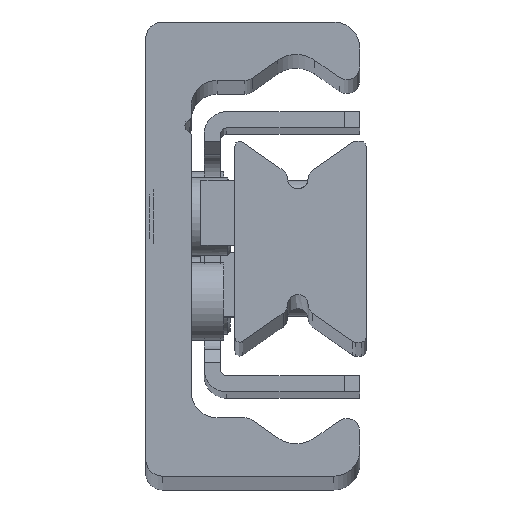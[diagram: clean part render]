
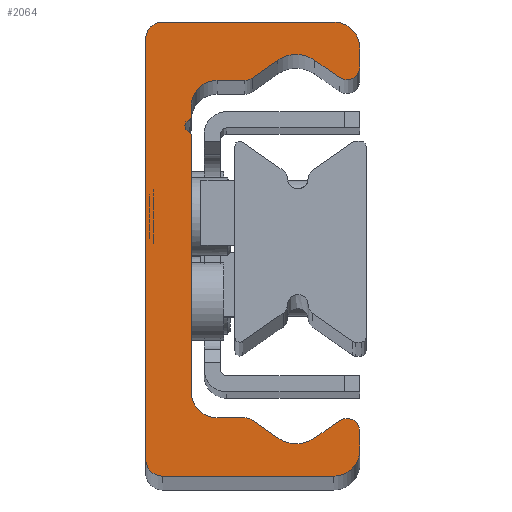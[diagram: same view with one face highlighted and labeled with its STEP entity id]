
A CAD part, top view. The second image highlights one B-rep face of the part: STEP entity #2064.
In plain terms, the highlighted planar face has unit normal (0, 0, 1).
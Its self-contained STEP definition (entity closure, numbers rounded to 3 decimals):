
#1028=CARTESIAN_POINT('',(1.299,0.,610.0));
#1029=VERTEX_POINT('',#1028);
#1030=CARTESIAN_POINT('',(-0.001,1.3,610.0));
#1031=VERTEX_POINT('',#1030);
#1032=CARTESIAN_POINT('',(1.299,1.3,610.0));
#1033=DIRECTION('',(0.0,0.0,-1.0));
#1034=DIRECTION('',(-1.0,0.0,0.0));
#1035=AXIS2_PLACEMENT_3D('',#1032,#1033,#1034);
#1036=CIRCLE('',#1035,1.3);
#1037=EDGE_CURVE('',#1029,#1031,#1036,.T.);
#1070=CARTESIAN_POINT('',(-0.001,33.7,610.0));
#1071=VERTEX_POINT('',#1070);
#1072=CARTESIAN_POINT('',(-0.001,1.3,610.0));
#1073=DIRECTION('',(0.0,1.0,0.0));
#1074=VECTOR('',#1073,32.4);
#1075=LINE('',#1072,#1074);
#1076=EDGE_CURVE('',#1031,#1071,#1075,.T.);
#1137=CARTESIAN_POINT('',(1.299,35.0,610.0));
#1138=VERTEX_POINT('',#1137);
#1139=CARTESIAN_POINT('',(1.299,33.7,610.0));
#1140=DIRECTION('',(0.0,0.0,-1.0));
#1141=DIRECTION('',(0.0,1.0,0.0));
#1142=AXIS2_PLACEMENT_3D('',#1139,#1140,#1141);
#1143=CIRCLE('',#1142,1.3);
#1144=EDGE_CURVE('',#1071,#1138,#1143,.T.);
#1170=CARTESIAN_POINT('',(14.499,35.0,610.0));
#1171=VERTEX_POINT('',#1170);
#1172=CARTESIAN_POINT('',(1.299,35.0,610.0));
#1173=DIRECTION('',(1.0,0.0,0.0));
#1174=VECTOR('',#1173,13.2);
#1175=LINE('',#1172,#1174);
#1176=EDGE_CURVE('',#1138,#1171,#1175,.T.);
#1201=CARTESIAN_POINT('',(16.499,33.0,610.0));
#1202=VERTEX_POINT('',#1201);
#1203=CARTESIAN_POINT('',(14.499,33.0,610.0));
#1204=DIRECTION('',(0.0,0.0,-1.0));
#1205=DIRECTION('',(1.0,0.0,0.0));
#1206=AXIS2_PLACEMENT_3D('',#1203,#1204,#1205);
#1207=CIRCLE('',#1206,2.0);
#1208=EDGE_CURVE('',#1171,#1202,#1207,.T.);
#1234=CARTESIAN_POINT('',(16.499,31.542,610.0));
#1235=VERTEX_POINT('',#1234);
#1236=CARTESIAN_POINT('',(16.499,33.0,610.0));
#1237=DIRECTION('',(0.0,-1.0,0.0));
#1238=VECTOR('',#1237,1.458);
#1239=LINE('',#1236,#1238);
#1240=EDGE_CURVE('',#1202,#1235,#1239,.T.);
#1265=CARTESIAN_POINT('',(14.926,30.723,610.0));
#1266=VERTEX_POINT('',#1265);
#1267=CARTESIAN_POINT('',(15.499,31.542,610.0));
#1268=DIRECTION('',(0.0,0.0,-1.0));
#1269=DIRECTION('',(-0.574,-0.819,0.0));
#1270=AXIS2_PLACEMENT_3D('',#1267,#1268,#1269);
#1271=CIRCLE('',#1270,1.);
#1272=EDGE_CURVE('',#1235,#1266,#1271,.T.);
#1298=CARTESIAN_POINT('',(13.033,32.048,610.0));
#1299=VERTEX_POINT('',#1298);
#1300=CARTESIAN_POINT('',(14.926,30.723,610.0));
#1301=DIRECTION('',(-0.819,0.574,0.0));
#1302=VECTOR('',#1301,2.31);
#1303=LINE('',#1300,#1302);
#1304=EDGE_CURVE('',#1266,#1299,#1303,.T.);
#1329=CARTESIAN_POINT('',(10.165,32.048,610.0));
#1330=VERTEX_POINT('',#1329);
#1331=CARTESIAN_POINT('',(11.599,30.0,610.0));
#1332=DIRECTION('',(0.0,0.0,1.));
#1333=DIRECTION('',(-0.574,-0.819,0.0));
#1334=AXIS2_PLACEMENT_3D('',#1331,#1332,#1333);
#1335=CIRCLE('',#1334,2.5);
#1336=EDGE_CURVE('',#1299,#1330,#1335,.T.);
#1362=CARTESIAN_POINT('',(8.213,30.681,610.0));
#1363=VERTEX_POINT('',#1362);
#1364=CARTESIAN_POINT('',(10.165,32.048,610.0));
#1365=DIRECTION('',(-0.819,-0.574,0.0));
#1366=VECTOR('',#1365,2.383);
#1367=LINE('',#1364,#1366);
#1368=EDGE_CURVE('',#1330,#1363,#1367,.T.);
#1393=CARTESIAN_POINT('',(7.64,30.5,610.0));
#1394=VERTEX_POINT('',#1393);
#1395=CARTESIAN_POINT('',(7.64,31.5,610.0));
#1396=DIRECTION('',(0.0,0.0,-1.0));
#1397=DIRECTION('',(0.0,-1.0,0.0));
#1398=AXIS2_PLACEMENT_3D('',#1395,#1396,#1397);
#1399=CIRCLE('',#1398,1.);
#1400=EDGE_CURVE('',#1363,#1394,#1399,.T.);
#1426=CARTESIAN_POINT('',(5.499,30.5,610.0));
#1427=VERTEX_POINT('',#1426);
#1428=CARTESIAN_POINT('',(7.64,30.5,610.0));
#1429=DIRECTION('',(-1.0,0.0,0.0));
#1430=VECTOR('',#1429,2.14);
#1431=LINE('',#1428,#1430);
#1432=EDGE_CURVE('',#1394,#1427,#1431,.T.);
#1457=CARTESIAN_POINT('',(3.499,28.5,610.0));
#1458=VERTEX_POINT('',#1457);
#1459=CARTESIAN_POINT('',(5.499,28.5,610.0));
#1460=DIRECTION('',(0.0,0.0,1.0));
#1461=DIRECTION('',(0.0,-1.0,0.0));
#1462=AXIS2_PLACEMENT_3D('',#1459,#1460,#1461);
#1463=CIRCLE('',#1462,2.0);
#1464=EDGE_CURVE('',#1427,#1458,#1463,.T.);
#1490=CARTESIAN_POINT('',(3.499,27.671,610.0));
#1491=VERTEX_POINT('',#1490);
#1492=CARTESIAN_POINT('',(3.499,28.5,610.0));
#1493=DIRECTION('',(0.0,-1.0,0.0));
#1494=VECTOR('',#1493,0.829);
#1495=LINE('',#1492,#1494);
#1496=EDGE_CURVE('',#1458,#1491,#1495,.T.);
#1521=CARTESIAN_POINT('',(3.357,27.479,610.0));
#1522=VERTEX_POINT('',#1521);
#1523=CARTESIAN_POINT('',(3.299,27.671,610.0));
#1524=DIRECTION('',(0.0,0.0,-1.0));
#1525=DIRECTION('',(0.286,-0.958,0.0));
#1526=AXIS2_PLACEMENT_3D('',#1523,#1524,#1525);
#1527=CIRCLE('',#1526,0.2);
#1528=EDGE_CURVE('',#1491,#1522,#1527,.T.);
#1554=CARTESIAN_POINT('',(3.357,26.521,610.0));
#1555=VERTEX_POINT('',#1554);
#1556=CARTESIAN_POINT('',(3.499,27.0,610.0));
#1557=DIRECTION('',(0.0,0.0,1.));
#1558=DIRECTION('',(0.286,-0.958,0.0));
#1559=AXIS2_PLACEMENT_3D('',#1556,#1557,#1558);
#1560=CIRCLE('',#1559,0.5);
#1561=EDGE_CURVE('',#1522,#1555,#1560,.T.);
#1587=CARTESIAN_POINT('',(3.499,26.329,610.0));
#1588=VERTEX_POINT('',#1587);
#1589=CARTESIAN_POINT('',(3.299,26.329,610.0));
#1590=DIRECTION('',(0.0,0.0,-1.0));
#1591=DIRECTION('',(1.0,0.0,0.0));
#1592=AXIS2_PLACEMENT_3D('',#1589,#1590,#1591);
#1593=CIRCLE('',#1592,0.2);
#1594=EDGE_CURVE('',#1555,#1588,#1593,.T.);
#1620=CARTESIAN_POINT('',(3.499,6.5,610.0));
#1621=VERTEX_POINT('',#1620);
#1622=CARTESIAN_POINT('',(3.499,26.329,610.0));
#1623=DIRECTION('',(0.0,-1.0,0.0));
#1624=VECTOR('',#1623,19.829);
#1625=LINE('',#1622,#1624);
#1626=EDGE_CURVE('',#1588,#1621,#1625,.T.);
#1687=CARTESIAN_POINT('',(5.499,4.5,610.0));
#1688=VERTEX_POINT('',#1687);
#1689=CARTESIAN_POINT('',(5.499,6.5,610.0));
#1690=DIRECTION('',(0.0,0.0,1.0));
#1691=DIRECTION('',(1.0,0.0,0.0));
#1692=AXIS2_PLACEMENT_3D('',#1689,#1690,#1691);
#1693=CIRCLE('',#1692,2.0);
#1694=EDGE_CURVE('',#1621,#1688,#1693,.T.);
#1720=CARTESIAN_POINT('',(7.64,4.5,610.0));
#1721=VERTEX_POINT('',#1720);
#1722=CARTESIAN_POINT('',(5.499,4.5,610.0));
#1723=DIRECTION('',(1.0,0.0,0.0));
#1724=VECTOR('',#1723,2.14);
#1725=LINE('',#1722,#1724);
#1726=EDGE_CURVE('',#1688,#1721,#1725,.T.);
#1751=CARTESIAN_POINT('',(8.213,4.319,610.0));
#1752=VERTEX_POINT('',#1751);
#1753=CARTESIAN_POINT('',(7.64,3.5,610.0));
#1754=DIRECTION('',(0.0,0.0,-1.0));
#1755=DIRECTION('',(0.574,0.819,0.0));
#1756=AXIS2_PLACEMENT_3D('',#1753,#1754,#1755);
#1757=CIRCLE('',#1756,1.);
#1758=EDGE_CURVE('',#1721,#1752,#1757,.T.);
#1784=CARTESIAN_POINT('',(10.165,2.952,610.0));
#1785=VERTEX_POINT('',#1784);
#1786=CARTESIAN_POINT('',(8.213,4.319,610.0));
#1787=DIRECTION('',(0.819,-0.574,0.0));
#1788=VECTOR('',#1787,2.383);
#1789=LINE('',#1786,#1788);
#1790=EDGE_CURVE('',#1752,#1785,#1789,.T.);
#1815=CARTESIAN_POINT('',(13.033,2.952,610.0));
#1816=VERTEX_POINT('',#1815);
#1817=CARTESIAN_POINT('',(11.599,5.,610.0));
#1818=DIRECTION('',(0.0,0.0,1.));
#1819=DIRECTION('',(0.574,0.819,0.0));
#1820=AXIS2_PLACEMENT_3D('',#1817,#1818,#1819);
#1821=CIRCLE('',#1820,2.5);
#1822=EDGE_CURVE('',#1785,#1816,#1821,.T.);
#1848=CARTESIAN_POINT('',(14.926,4.277,610.0));
#1849=VERTEX_POINT('',#1848);
#1850=CARTESIAN_POINT('',(13.033,2.952,610.0));
#1851=DIRECTION('',(0.819,0.574,0.0));
#1852=VECTOR('',#1851,2.31);
#1853=LINE('',#1850,#1852);
#1854=EDGE_CURVE('',#1816,#1849,#1853,.T.);
#1879=CARTESIAN_POINT('',(16.499,3.458,610.0));
#1880=VERTEX_POINT('',#1879);
#1881=CARTESIAN_POINT('',(15.499,3.458,610.0));
#1882=DIRECTION('',(0.0,0.0,-1.0));
#1883=DIRECTION('',(1.0,0.0,0.0));
#1884=AXIS2_PLACEMENT_3D('',#1881,#1882,#1883);
#1885=CIRCLE('',#1884,1.);
#1886=EDGE_CURVE('',#1849,#1880,#1885,.T.);
#1912=CARTESIAN_POINT('',(16.499,2.,610.0));
#1913=VERTEX_POINT('',#1912);
#1914=CARTESIAN_POINT('',(16.499,3.458,610.0));
#1915=DIRECTION('',(0.0,-1.0,0.0));
#1916=VECTOR('',#1915,1.458);
#1917=LINE('',#1914,#1916);
#1918=EDGE_CURVE('',#1880,#1913,#1917,.T.);
#1943=CARTESIAN_POINT('',(14.499,0.,610.0));
#1944=VERTEX_POINT('',#1943);
#1945=CARTESIAN_POINT('',(14.499,2.,610.0));
#1946=DIRECTION('',(0.0,0.0,-1.0));
#1947=DIRECTION('',(0.0,-1.0,0.0));
#1948=AXIS2_PLACEMENT_3D('',#1945,#1946,#1947);
#1949=CIRCLE('',#1948,2.0);
#1950=EDGE_CURVE('',#1913,#1944,#1949,.T.);
#1976=CARTESIAN_POINT('',(14.499,0.,610.0));
#1977=DIRECTION('',(-1.0,0.0,0.0));
#1978=VECTOR('',#1977,13.2);
#1979=LINE('',#1976,#1978);
#1980=EDGE_CURVE('',#1944,#1029,#1979,.T.);
#2029=CARTESIAN_POINT('',(5.933,17.534,610.0));
#2030=DIRECTION('',(0.0,0.0,1.0));
#2031=DIRECTION('',(1.0,0.0,0.0));
#2032=AXIS2_PLACEMENT_3D('',#2029,#2030,#2031);
#2033=PLANE('',#2032);
#2034=ORIENTED_EDGE('',*,*,#1037,.F.);
#2035=ORIENTED_EDGE('',*,*,#1980,.F.);
#2036=ORIENTED_EDGE('',*,*,#1950,.F.);
#2037=ORIENTED_EDGE('',*,*,#1918,.F.);
#2038=ORIENTED_EDGE('',*,*,#1886,.F.);
#2039=ORIENTED_EDGE('',*,*,#1854,.F.);
#2040=ORIENTED_EDGE('',*,*,#1822,.F.);
#2041=ORIENTED_EDGE('',*,*,#1790,.F.);
#2042=ORIENTED_EDGE('',*,*,#1758,.F.);
#2043=ORIENTED_EDGE('',*,*,#1726,.F.);
#2044=ORIENTED_EDGE('',*,*,#1694,.F.);
#2045=ORIENTED_EDGE('',*,*,#1626,.F.);
#2046=ORIENTED_EDGE('',*,*,#1594,.F.);
#2047=ORIENTED_EDGE('',*,*,#1561,.F.);
#2048=ORIENTED_EDGE('',*,*,#1528,.F.);
#2049=ORIENTED_EDGE('',*,*,#1496,.F.);
#2050=ORIENTED_EDGE('',*,*,#1464,.F.);
#2051=ORIENTED_EDGE('',*,*,#1432,.F.);
#2052=ORIENTED_EDGE('',*,*,#1400,.F.);
#2053=ORIENTED_EDGE('',*,*,#1368,.F.);
#2054=ORIENTED_EDGE('',*,*,#1336,.F.);
#2055=ORIENTED_EDGE('',*,*,#1304,.F.);
#2056=ORIENTED_EDGE('',*,*,#1272,.F.);
#2057=ORIENTED_EDGE('',*,*,#1240,.F.);
#2058=ORIENTED_EDGE('',*,*,#1208,.F.);
#2059=ORIENTED_EDGE('',*,*,#1176,.F.);
#2060=ORIENTED_EDGE('',*,*,#1144,.F.);
#2061=ORIENTED_EDGE('',*,*,#1076,.F.);
#2062=EDGE_LOOP('',(#2034,#2035,#2036,#2037,#2038,#2039,#2040,#2041,#2042,#2043,#2044,#2045,#2046,#2047,#2048,#2049,#2050,#2051,#2052,#2053,#2054,#2055,#2056,#2057,#2058,#2059,#2060,#2061));
#2063=FACE_OUTER_BOUND('',#2062,.T.);
#2064=ADVANCED_FACE('',(#2063),#2033,.T.);
